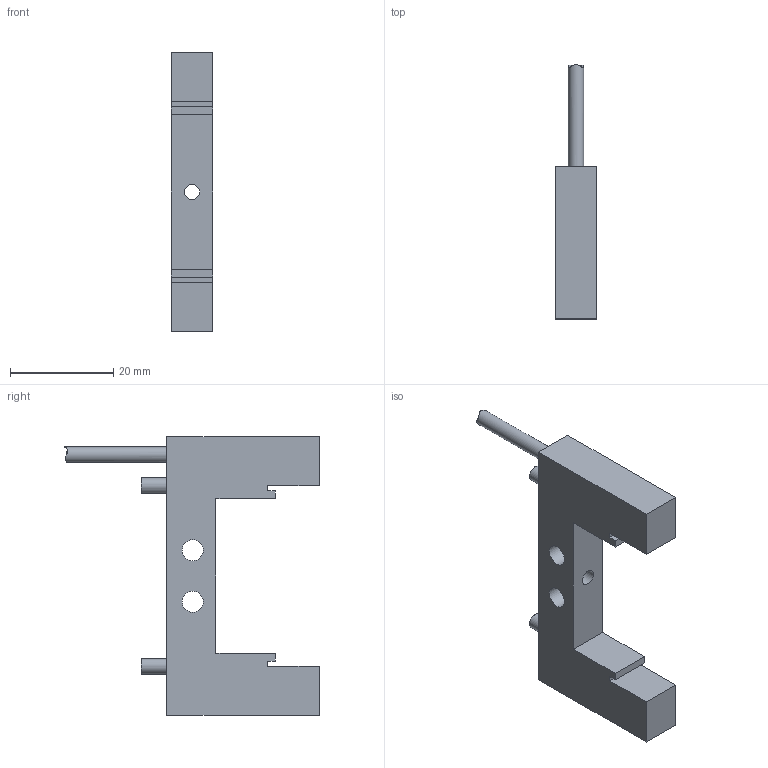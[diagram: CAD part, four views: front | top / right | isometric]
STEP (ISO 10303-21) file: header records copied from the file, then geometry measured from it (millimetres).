
FILE_DESCRIPTION(/* description */ (''),/* implementation_level */ '2;1');
FILE_NAME(/* name */ 'ipf_z3d_OGSI0326.stp',/* time_stamp */ '2019-01-14T14:05:56+01:00',/* author */ ('g.aydin'),/* organization */ (''),/* preprocessor_version */ 'ST-DEVELOPER v15.2',/* originating_system */ 'Autodesk Inventor 2014',/* authorisation */ '');
FILE_SCHEMA (('AUTOMOTIVE_DESIGN { 1 0 10303 214 3 1 1 }'));
Length unit declared in the file: millimetre
Products named in the file (1): ipf_z3d_OGSI0326
Bounding box: 8 x 49.29 x 54 mm (x, y, z)
Volume: 7464.5 mm3; surface area: 4181.5 mm2
Topology: 1 solids, 1 shells, 31 faces, 73 edges, 49 vertices
Faces by surface type: plane 22, cylinder 8, bspline 1
Full cylindrical faces by diameter (mm): 2.4 x2, 3 x4, 4.1 x2
Entity records: 976 total; most frequent: CARTESIAN_POINT 196, DIRECTION 140, ORIENTED_EDGE 128, EDGE_CURVE 64, EDGE_LOOP 50, LINE 48, VECTOR 48, VERTEX_POINT 48
